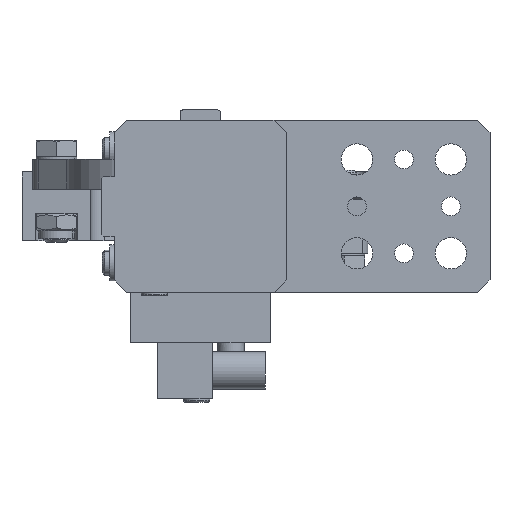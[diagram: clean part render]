
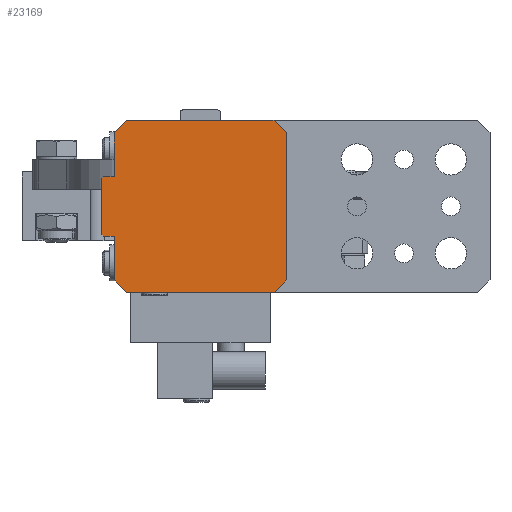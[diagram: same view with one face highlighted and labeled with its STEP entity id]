
A CAD part, left-side view. The second image highlights one B-rep face of the part: STEP entity #23169.
In plain terms, the highlighted planar face has unit normal (-1, 0, 0).
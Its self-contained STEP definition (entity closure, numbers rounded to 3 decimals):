
#23076=AXIS2_PLACEMENT_3D('Plane Axis2P3D',#23073,#23074,#23075) ;
#22833=CARTESIAN_POINT('Vertex',(-141.,31.5,9.)) ;
#22849=CARTESIAN_POINT('Vertex',(-141.,31.5,-9.)) ;
#22852=CARTESIAN_POINT('Line Origine',(-141.,31.5,0.)) ;
#22905=CARTESIAN_POINT('Line Origine',(-141.,31.25,9.25)) ;
#22909=CARTESIAN_POINT('Vertex',(-141.,31.,9.5)) ;
#23051=CARTESIAN_POINT('Vertex',(-141.,31.,-9.5)) ;
#23054=CARTESIAN_POINT('Line Origine',(-141.,31.25,-9.25)) ;
#23073=CARTESIAN_POINT('Axis2P3D Location',(-141.,0.,0.)) ;
#23078=CARTESIAN_POINT('Line Origine',(-141.,29.25,-9.5)) ;
#23082=CARTESIAN_POINT('Vertex',(-141.,27.5,-9.5)) ;
#23085=CARTESIAN_POINT('Line Origine',(-141.,27.5,-16.5)) ;
#23089=CARTESIAN_POINT('Vertex',(-141.,27.5,-23.5)) ;
#23092=CARTESIAN_POINT('Line Origine',(-141.,25.5,-25.5)) ;
#23096=CARTESIAN_POINT('Vertex',(-141.,23.5,-27.5)) ;
#23099=CARTESIAN_POINT('Line Origine',(-141.,0.,-27.5)) ;
#23103=CARTESIAN_POINT('Vertex',(-141.,-23.5,-27.5)) ;
#23106=CARTESIAN_POINT('Line Origine',(-141.,-25.5,-25.5)) ;
#23110=CARTESIAN_POINT('Vertex',(-141.,-27.5,-23.5)) ;
#23113=CARTESIAN_POINT('Line Origine',(-141.,-27.5,0.)) ;
#23117=CARTESIAN_POINT('Vertex',(-141.,-27.5,23.5)) ;
#23120=CARTESIAN_POINT('Line Origine',(-141.,-25.5,25.5)) ;
#23124=CARTESIAN_POINT('Vertex',(-141.,-23.5,27.5)) ;
#23127=CARTESIAN_POINT('Line Origine',(-141.,0.,27.5)) ;
#23131=CARTESIAN_POINT('Vertex',(-141.,23.5,27.5)) ;
#23134=CARTESIAN_POINT('Line Origine',(-141.,25.5,25.5)) ;
#23138=CARTESIAN_POINT('Vertex',(-141.,27.5,23.5)) ;
#23141=CARTESIAN_POINT('Line Origine',(-141.,27.5,16.5)) ;
#23145=CARTESIAN_POINT('Vertex',(-141.,27.5,9.5)) ;
#23148=CARTESIAN_POINT('Line Origine',(-141.,29.25,9.5)) ;
#22853=DIRECTION('Vector Direction',(0.,0.,-1.)) ;
#22906=DIRECTION('Vector Direction',(0.,-0.707,0.707)) ;
#23055=DIRECTION('Vector Direction',(0.,-0.707,-0.707)) ;
#23074=DIRECTION('Axis2P3D Direction',(-1.,0.,0.)) ;
#23075=DIRECTION('Axis2P3D XDirection',(0.,-1.,0.)) ;
#23079=DIRECTION('Vector Direction',(0.,1.,0.)) ;
#23086=DIRECTION('Vector Direction',(0.,0.,1.)) ;
#23093=DIRECTION('Vector Direction',(0.,-0.707,-0.707)) ;
#23100=DIRECTION('Vector Direction',(0.,1.,0.)) ;
#23107=DIRECTION('Vector Direction',(0.,0.707,-0.707)) ;
#23114=DIRECTION('Vector Direction',(0.,0.,-1.)) ;
#23121=DIRECTION('Vector Direction',(0.,-0.707,-0.707)) ;
#23128=DIRECTION('Vector Direction',(0.,-1.,0.)) ;
#23135=DIRECTION('Vector Direction',(0.,0.707,-0.707)) ;
#23142=DIRECTION('Vector Direction',(0.,0.,1.)) ;
#23149=DIRECTION('Vector Direction',(0.,-1.,0.)) ;
#22854=VECTOR('Line Direction',#22853,1.) ;
#22907=VECTOR('Line Direction',#22906,1.) ;
#23056=VECTOR('Line Direction',#23055,1.) ;
#23080=VECTOR('Line Direction',#23079,1.) ;
#23087=VECTOR('Line Direction',#23086,1.) ;
#23094=VECTOR('Line Direction',#23093,1.) ;
#23101=VECTOR('Line Direction',#23100,1.) ;
#23108=VECTOR('Line Direction',#23107,1.) ;
#23115=VECTOR('Line Direction',#23114,1.) ;
#23122=VECTOR('Line Direction',#23121,1.) ;
#23129=VECTOR('Line Direction',#23128,1.) ;
#23136=VECTOR('Line Direction',#23135,1.) ;
#23143=VECTOR('Line Direction',#23142,1.) ;
#23150=VECTOR('Line Direction',#23149,1.) ;
#23154=ORIENTED_EDGE('',*,*,#22856,.T.) ;
#23155=ORIENTED_EDGE('',*,*,#23058,.F.) ;
#23156=ORIENTED_EDGE('',*,*,#23084,.T.) ;
#23157=ORIENTED_EDGE('',*,*,#23091,.T.) ;
#23158=ORIENTED_EDGE('',*,*,#23098,.F.) ;
#23159=ORIENTED_EDGE('',*,*,#23105,.T.) ;
#23160=ORIENTED_EDGE('',*,*,#23112,.F.) ;
#23161=ORIENTED_EDGE('',*,*,#23119,.T.) ;
#23162=ORIENTED_EDGE('',*,*,#23126,.F.) ;
#23163=ORIENTED_EDGE('',*,*,#23133,.T.) ;
#23164=ORIENTED_EDGE('',*,*,#23140,.F.) ;
#23165=ORIENTED_EDGE('',*,*,#23147,.T.) ;
#23166=ORIENTED_EDGE('',*,*,#23152,.T.) ;
#23167=ORIENTED_EDGE('',*,*,#22911,.F.) ;
#23169=ADVANCED_FACE('ZYLINDER',(#23168),#23077,.T.) ;
#22856=EDGE_CURVE('',#22834,#22850,#22855,.T.) ;
#22911=EDGE_CURVE('',#22834,#22910,#22908,.T.) ;
#23058=EDGE_CURVE('',#23052,#22850,#23057,.F.) ;
#23084=EDGE_CURVE('',#23052,#23083,#23081,.F.) ;
#23091=EDGE_CURVE('',#23083,#23090,#23088,.F.) ;
#23098=EDGE_CURVE('',#23097,#23090,#23095,.F.) ;
#23105=EDGE_CURVE('',#23097,#23104,#23102,.F.) ;
#23112=EDGE_CURVE('',#23111,#23104,#23109,.T.) ;
#23119=EDGE_CURVE('',#23111,#23118,#23116,.F.) ;
#23126=EDGE_CURVE('',#23125,#23118,#23123,.T.) ;
#23133=EDGE_CURVE('',#23125,#23132,#23130,.F.) ;
#23140=EDGE_CURVE('',#23139,#23132,#23137,.F.) ;
#23147=EDGE_CURVE('',#23139,#23146,#23144,.F.) ;
#23152=EDGE_CURVE('',#23146,#22910,#23151,.F.) ;
#23153=EDGE_LOOP('',(#23154,#23155,#23156,#23157,#23158,#23159,#23160,#23161,#23162,#23163,#23164,#23165,#23166,#23167)) ;
#23168=FACE_OUTER_BOUND('',#23153,.T.) ;
#22855=LINE('Line',#22852,#22854) ;
#22908=LINE('Line',#22905,#22907) ;
#23057=LINE('Line',#23054,#23056) ;
#23081=LINE('Line',#23078,#23080) ;
#23088=LINE('Line',#23085,#23087) ;
#23095=LINE('Line',#23092,#23094) ;
#23102=LINE('Line',#23099,#23101) ;
#23109=LINE('Line',#23106,#23108) ;
#23116=LINE('Line',#23113,#23115) ;
#23123=LINE('Line',#23120,#23122) ;
#23130=LINE('Line',#23127,#23129) ;
#23137=LINE('Line',#23134,#23136) ;
#23144=LINE('Line',#23141,#23143) ;
#23151=LINE('Line',#23148,#23150) ;
#23077=PLANE('Plane',#23076) ;
#22834=VERTEX_POINT('',#22833) ;
#22850=VERTEX_POINT('',#22849) ;
#22910=VERTEX_POINT('',#22909) ;
#23052=VERTEX_POINT('',#23051) ;
#23083=VERTEX_POINT('',#23082) ;
#23090=VERTEX_POINT('',#23089) ;
#23097=VERTEX_POINT('',#23096) ;
#23104=VERTEX_POINT('',#23103) ;
#23111=VERTEX_POINT('',#23110) ;
#23118=VERTEX_POINT('',#23117) ;
#23125=VERTEX_POINT('',#23124) ;
#23132=VERTEX_POINT('',#23131) ;
#23139=VERTEX_POINT('',#23138) ;
#23146=VERTEX_POINT('',#23145) ;
